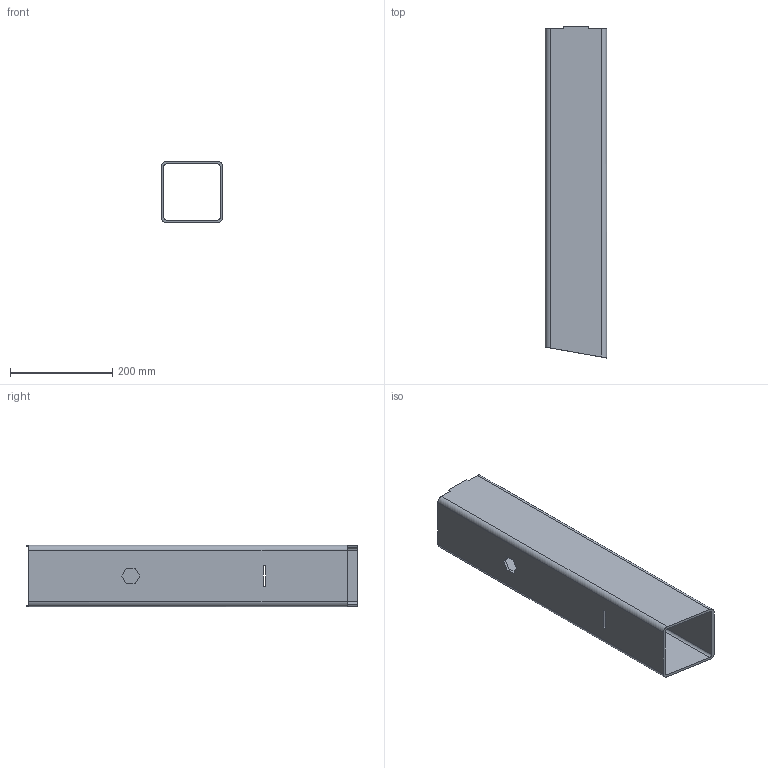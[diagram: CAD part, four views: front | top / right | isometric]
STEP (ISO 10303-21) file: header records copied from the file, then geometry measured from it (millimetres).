
FILE_DESCRIPTION(/* description */ ('STEP AP214'),/* implementation_level */ '2;1');
FILE_NAME(/* name */ '68a728ca73c95a16266d7921',/* time_stamp */ '2025-08-21T14:10:19Z',/* author */ (''),/* organization */ (''),/* preprocessor_version */ 'ST-DEVELOPER v20',/* originating_system */ 'ONSHAPE BY PTC INC, 1.202',/* authorisation */ ' ');
FILE_SCHEMA (('AUTOMOTIVE_DESIGN {1 0 10303 214 3 1 1}'));
Length unit declared in the file: metre
Products named in the file (1): TUBE CARRE
Bounding box: 120 x 650 x 120 mm (x, y, z)
Volume: 1413606 mm3; surface area: 572004.4 mm2
Topology: 1 solids, 1 shells, 40 faces, 114 edges, 76 vertices
Faces by surface type: plane 32, cylinder 8
Entity records: 1340 total; most frequent: CARTESIAN_POINT 231, ORIENTED_EDGE 228, DIRECTION 212, EDGE_CURVE 114, LINE 98, VECTOR 98, VERTEX_POINT 76, AXIS2_PLACEMENT_3D 57
